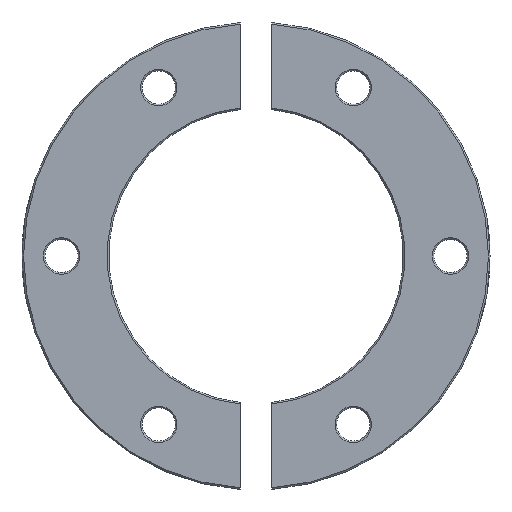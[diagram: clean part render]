
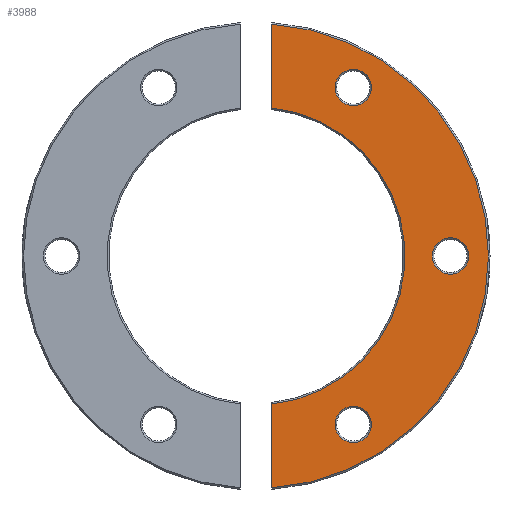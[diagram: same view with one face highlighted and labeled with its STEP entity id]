
A CAD part, front view. The second image highlights one B-rep face of the part: STEP entity #3988.
In plain terms, the highlighted planar face has unit normal (0, -1, 0).
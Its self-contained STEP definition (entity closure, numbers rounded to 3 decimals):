
#35=FACE_BOUND('',#885,.T.);
#36=FACE_BOUND('',#886,.T.);
#37=FACE_BOUND('',#887,.T.);
#441=CIRCLE('',#4226,23.75);
#442=CIRCLE('',#4228,37.05);
#443=CIRCLE('',#4229,2.9);
#444=CIRCLE('',#4230,2.9);
#445=CIRCLE('',#4231,2.9);
#650=FACE_OUTER_BOUND('',#884,.T.);
#884=EDGE_LOOP('',(#3144,#3145,#3146,#3147));
#885=EDGE_LOOP('',(#3148));
#886=EDGE_LOOP('',(#3149));
#887=EDGE_LOOP('',(#3150));
#1035=LINE('',#5150,#1307);
#1046=LINE('',#5181,#1318);
#1307=VECTOR('',#4385,10.);
#1318=VECTOR('',#4398,10.);
#1578=VERTEX_POINT('',#5146);
#1580=VERTEX_POINT('',#5149);
#1592=VERTEX_POINT('',#5178);
#1593=VERTEX_POINT('',#5180);
#1766=VERTEX_POINT('',#7324);
#1767=VERTEX_POINT('',#7326);
#1768=VERTEX_POINT('',#7328);
#1985=EDGE_CURVE('',#1580,#1578,#1035,.T.);
#1998=EDGE_CURVE('',#1593,#1592,#1046,.T.);
#2263=EDGE_CURVE('',#1580,#1592,#441,.T.);
#2264=EDGE_CURVE('',#1593,#1578,#442,.T.);
#2265=EDGE_CURVE('',#1766,#1766,#443,.T.);
#2266=EDGE_CURVE('',#1767,#1767,#444,.T.);
#2267=EDGE_CURVE('',#1768,#1768,#445,.T.);
#3144=ORIENTED_EDGE('',*,*,#1985,.T.);
#3145=ORIENTED_EDGE('',*,*,#2264,.F.);
#3146=ORIENTED_EDGE('',*,*,#1998,.T.);
#3147=ORIENTED_EDGE('',*,*,#2263,.F.);
#3148=ORIENTED_EDGE('',*,*,#2265,.F.);
#3149=ORIENTED_EDGE('',*,*,#2266,.F.);
#3150=ORIENTED_EDGE('',*,*,#2267,.F.);
#3852=PLANE('',#4227);
#3988=ADVANCED_FACE('',(#650,#35,#36,#37),#3852,.T.);
#4226=AXIS2_PLACEMENT_3D('',#7321,#4691,#4692);
#4227=AXIS2_PLACEMENT_3D('',#7322,#4693,#4694);
#4228=AXIS2_PLACEMENT_3D('',#7323,#4695,#4696);
#4229=AXIS2_PLACEMENT_3D('',#7325,#4697,#4698);
#4230=AXIS2_PLACEMENT_3D('',#7327,#4699,#4700);
#4231=AXIS2_PLACEMENT_3D('',#7329,#4701,#4702);
#4385=DIRECTION('',(0.,0.,-1.));
#4398=DIRECTION('',(0.,0.,-1.));
#4691=DIRECTION('center_axis',(0.,-1.,0.));
#4692=DIRECTION('ref_axis',(1.,0.,0.));
#4693=DIRECTION('center_axis',(0.,-1.,0.));
#4694=DIRECTION('ref_axis',(0.,0.,-1.));
#4695=DIRECTION('center_axis',(0.,1.,0.));
#4696=DIRECTION('ref_axis',(1.,0.,0.));
#4697=DIRECTION('center_axis',(0.,-1.,0.));
#4698=DIRECTION('ref_axis',(-0.5,0.,0.866));
#4699=DIRECTION('center_axis',(0.,-1.,0.));
#4700=DIRECTION('ref_axis',(-0.5,0.,-0.866));
#4701=DIRECTION('center_axis',(0.,-1.,0.));
#4702=DIRECTION('ref_axis',(-1.,0.,0.));
#5146=CARTESIAN_POINT('',(2.5,0.,-36.966));
#5149=CARTESIAN_POINT('',(2.5,0.,-23.618));
#5150=CARTESIAN_POINT('',(2.5,0.,26.028));
#5178=CARTESIAN_POINT('',(2.5,0.,23.618));
#5180=CARTESIAN_POINT('',(2.5,0.,36.966));
#5181=CARTESIAN_POINT('',(2.5,0.,26.028));
#7321=CARTESIAN_POINT('Origin',(0.,0.,0.));
#7322=CARTESIAN_POINT('Origin',(-37.3,0.,0.));
#7323=CARTESIAN_POINT('Origin',(0.,0.,0.));
#7324=CARTESIAN_POINT('',(16.95,0.,-29.358));
#7325=CARTESIAN_POINT('Origin',(15.5,0.,-26.847));
#7326=CARTESIAN_POINT('',(16.95,0.,29.358));
#7327=CARTESIAN_POINT('Origin',(15.5,0.,26.847));
#7328=CARTESIAN_POINT('',(33.9,0.,0.));
#7329=CARTESIAN_POINT('Origin',(31.,0.,0.));
